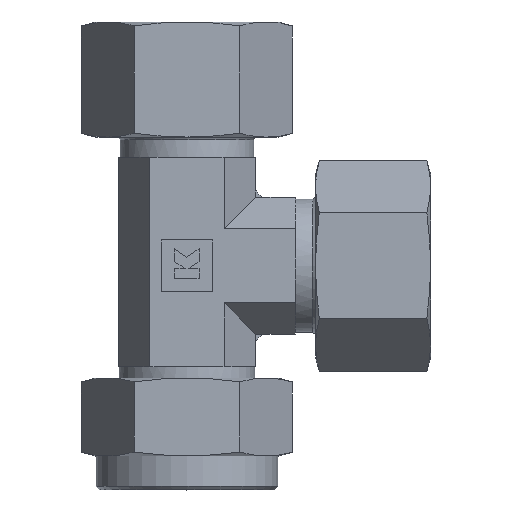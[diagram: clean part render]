
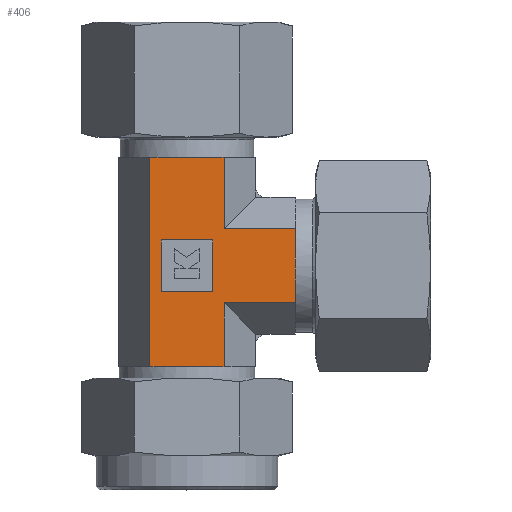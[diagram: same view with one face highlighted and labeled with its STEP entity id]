
A CAD part, top view. The second image highlights one B-rep face of the part: STEP entity #406.
In plain terms, the highlighted planar face has unit normal (0, 0, 1).
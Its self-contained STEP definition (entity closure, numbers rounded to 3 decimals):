
#406 = ADVANCED_FACE( '', ( #823, #824 ), #825, .T. );
#823 = FACE_BOUND( '', #1389, .T. );
#824 = FACE_OUTER_BOUND( '', #1390, .T. );
#825 = PLANE( '', #1391 );
#1389 = EDGE_LOOP( '', ( #2701, #2702, #2703, #2704 ) );
#1390 = EDGE_LOOP( '', ( #2705, #2706, #2707, #2708, #2709, #2710, #2711, #2712, #2713, #2714, #2715, #2716, #2717, #2718 ) );
#1391 = AXIS2_PLACEMENT_3D( '', #2719, #2720, #2721 );
#2701 = ORIENTED_EDGE( '', *, *, #3900, .T. );
#2702 = ORIENTED_EDGE( '', *, *, #3904, .T. );
#2703 = ORIENTED_EDGE( '', *, *, #3907, .T. );
#2704 = ORIENTED_EDGE( '', *, *, #3909, .T. );
#2705 = ORIENTED_EDGE( '', *, *, #4007, .T. );
#2706 = ORIENTED_EDGE( '', *, *, #4011, .T. );
#2707 = ORIENTED_EDGE( '', *, *, #4000, .F. );
#2708 = ORIENTED_EDGE( '', *, *, #4020, .T. );
#2709 = ORIENTED_EDGE( '', *, *, #4037, .F. );
#2710 = ORIENTED_EDGE( '', *, *, #4039, .T. );
#2711 = ORIENTED_EDGE( '', *, *, #4040, .T. );
#2712 = ORIENTED_EDGE( '', *, *, #4029, .F. );
#2713 = ORIENTED_EDGE( '', *, *, #4041, .T. );
#2714 = ORIENTED_EDGE( '', *, *, #4042, .F. );
#2715 = ORIENTED_EDGE( '', *, *, #4043, .T. );
#2716 = ORIENTED_EDGE( '', *, *, #4032, .F. );
#2717 = ORIENTED_EDGE( '', *, *, #4044, .T. );
#2718 = ORIENTED_EDGE( '', *, *, #4045, .T. );
#2719 = CARTESIAN_POINT( '', ( 0., -5.485, 9.5 ) );
#2720 = DIRECTION( '', ( 0., 0., 1. ) );
#2721 = DIRECTION( '', ( 0., -1., 0. ) );
#3900 = EDGE_CURVE( '', #4716, #4714, #4717, .T. );
#3904 = EDGE_CURVE( '', #4714, #4721, #4723, .T. );
#3907 = EDGE_CURVE( '', #4721, #4726, #4728, .T. );
#3909 = EDGE_CURVE( '', #4726, #4716, #4730, .T. );
#4000 = EDGE_CURVE( '', #4750, #4752, #4856, .T. );
#4007 = EDGE_CURVE( '', #4858, #4866, #4868, .T. );
#4011 = EDGE_CURVE( '', #4866, #4752, #4874, .T. );
#4020 = EDGE_CURVE( '', #4750, #4886, #4888, .T. );
#4029 = EDGE_CURVE( '', #4805, #4807, #4899, .T. );
#4032 = EDGE_CURVE( '', #4792, #4794, #4902, .T. );
#4037 = EDGE_CURVE( '', #4907, #4886, #4909, .T. );
#4039 = EDGE_CURVE( '', #4907, #4911, #4912, .T. );
#4040 = EDGE_CURVE( '', #4911, #4807, #4913, .T. );
#4041 = EDGE_CURVE( '', #4805, #4914, #4915, .T. );
#4042 = EDGE_CURVE( '', #4916, #4914, #4917, .T. );
#4043 = EDGE_CURVE( '', #4916, #4794, #4918, .T. );
#4044 = EDGE_CURVE( '', #4792, #4919, #4920, .T. );
#4045 = EDGE_CURVE( '', #4919, #4858, #4921, .T. );
#4714 = VERTEX_POINT( '', #5847 );
#4716 = VERTEX_POINT( '', #5850 );
#4717 = LINE( '', #5851, #5852 );
#4721 = VERTEX_POINT( '', #5858 );
#4723 = LINE( '', #5861, #5862 );
#4726 = VERTEX_POINT( '', #5866 );
#4728 = LINE( '', #5869, #5870 );
#4730 = LINE( '', #5873, #5874 );
#4750 = VERTEX_POINT( '', #5894 );
#4752 = VERTEX_POINT( '', #5896 );
#4792 = VERTEX_POINT( '', #5936 );
#4794 = VERTEX_POINT( '', #5938 );
#4805 = VERTEX_POINT( '', #5949 );
#4807 = VERTEX_POINT( '', #5951 );
#4856 = LINE( '', #6190, #6191 );
#4858 = VERTEX_POINT( '', #6194 );
#4866 = VERTEX_POINT( '', #6206 );
#4868 = LINE( '', #6209, #6210 );
#4874 = LINE( '', #6219, #6220 );
#4886 = VERTEX_POINT( '', #6239 );
#4888 = LINE( '', #6242, #6243 );
#4899 = LINE( '', #6262, #6263 );
#4902 = LINE( '', #6268, #6269 );
#4907 = VERTEX_POINT( '', #6277 );
#4909 = LINE( '', #6280, #6281 );
#4911 = VERTEX_POINT( '', #6284 );
#4912 = LINE( '', #6285, #6286 );
#4913 = LINE( '', #6287, #6288 );
#4914 = VERTEX_POINT( '', #6289 );
#4915 = LINE( '', #6290, #6291 );
#4916 = VERTEX_POINT( '', #6292 );
#4917 = LINE( '', #6293, #6294 );
#4918 = LINE( '', #6295, #6296 );
#4919 = VERTEX_POINT( '', #6297 );
#4920 = LINE( '', #6298, #6299 );
#4921 = LINE( '', #6300, #6301 );
#5847 = CARTESIAN_POINT( '', ( -3.8, 3.8, 9.5 ) );
#5850 = CARTESIAN_POINT( '', ( -3.8, -3.8, 9.5 ) );
#5851 = CARTESIAN_POINT( '', ( -3.8, -4.642, 9.5 ) );
#5852 = VECTOR( '', #7573, 1. );
#5858 = CARTESIAN_POINT( '', ( 3.8, 3.8, 9.5 ) );
#5861 = CARTESIAN_POINT( '', ( -1.9, 3.8, 9.5 ) );
#5862 = VECTOR( '', #7577, 1. );
#5866 = CARTESIAN_POINT( '', ( 3.8, -3.8, 9.5 ) );
#5869 = CARTESIAN_POINT( '', ( 3.8, -0.842, 9.5 ) );
#5870 = VECTOR( '', #7580, 1. );
#5873 = CARTESIAN_POINT( '', ( 1.9, -3.8, 9.5 ) );
#5874 = VECTOR( '', #7582, 1. );
#5894 = CARTESIAN_POINT( '', ( 16., 2.602, 9.5 ) );
#5896 = CARTESIAN_POINT( '', ( 16., -2.602, 9.5 ) );
#5936 = CARTESIAN_POINT( '', ( 3.122, -14.9, 9.5 ) );
#5938 = CARTESIAN_POINT( '', ( -3.122, -14.9, 9.5 ) );
#5949 = CARTESIAN_POINT( '', ( -2.602, 16., 9.5 ) );
#5951 = CARTESIAN_POINT( '', ( 2.602, 16., 9.5 ) );
#6190 = CARTESIAN_POINT( '', ( 16., 2.095, 9.5 ) );
#6191 = VECTOR( '', #7773, 1. );
#6194 = CARTESIAN_POINT( '', ( 5.485, -5.485, 9.5 ) );
#6206 = CARTESIAN_POINT( '', ( 16., -5.485, 9.5 ) );
#6209 = CARTESIAN_POINT( '', ( 0., -5.485, 9.5 ) );
#6210 = VECTOR( '', #7780, 1. );
#6219 = CARTESIAN_POINT( '', ( 16., 5.485, 9.5 ) );
#6220 = VECTOR( '', #7784, 1. );
#6239 = CARTESIAN_POINT( '', ( 16., 5.485, 9.5 ) );
#6242 = CARTESIAN_POINT( '', ( 16., 5.485, 9.5 ) );
#6243 = VECTOR( '', #7793, 1. );
#6262 = CARTESIAN_POINT( '', ( -2.095, 16., 9.5 ) );
#6263 = VECTOR( '', #7802, 1. );
#6268 = CARTESIAN_POINT( '', ( -2.133, -14.9, 9.5 ) );
#6269 = VECTOR( '', #7805, 1. );
#6277 = CARTESIAN_POINT( '', ( 5.485, 5.485, 9.5 ) );
#6280 = CARTESIAN_POINT( '', ( 0., 5.485, 9.5 ) );
#6281 = VECTOR( '', #7810, 1. );
#6284 = CARTESIAN_POINT( '', ( 5.485, 16., 9.5 ) );
#6285 = CARTESIAN_POINT( '', ( 5.485, -14.9, 9.5 ) );
#6286 = VECTOR( '', #7812, 1. );
#6287 = CARTESIAN_POINT( '', ( -5.485, 16., 9.5 ) );
#6288 = VECTOR( '', #7813, 1. );
#6289 = CARTESIAN_POINT( '', ( -5.485, 16., 9.5 ) );
#6290 = CARTESIAN_POINT( '', ( -5.485, 16., 9.5 ) );
#6291 = VECTOR( '', #7814, 1. );
#6292 = CARTESIAN_POINT( '', ( -5.485, -14.9, 9.5 ) );
#6293 = CARTESIAN_POINT( '', ( -5.485, -14.9, 9.5 ) );
#6294 = VECTOR( '', #7815, 1. );
#6295 = CARTESIAN_POINT( '', ( -5.485, -14.9, 9.5 ) );
#6296 = VECTOR( '', #7816, 1. );
#6297 = CARTESIAN_POINT( '', ( 5.485, -14.9, 9.5 ) );
#6298 = CARTESIAN_POINT( '', ( -5.485, -14.9, 9.5 ) );
#6299 = VECTOR( '', #7817, 1. );
#6300 = CARTESIAN_POINT( '', ( 5.485, -14.9, 9.5 ) );
#6301 = VECTOR( '', #7818, 1. );
#7573 = DIRECTION( '', ( 0., 1., 0. ) );
#7577 = DIRECTION( '', ( 1., 0., 0. ) );
#7580 = DIRECTION( '', ( 0., -1., 0. ) );
#7582 = DIRECTION( '', ( -1., 0., 0. ) );
#7773 = DIRECTION( '', ( 0., -1., 0. ) );
#7780 = DIRECTION( '', ( 1., 0., 0. ) );
#7784 = DIRECTION( '', ( 0., 1., 0. ) );
#7793 = DIRECTION( '', ( 0., 1., 0. ) );
#7802 = DIRECTION( '', ( 1., 0., 0. ) );
#7805 = DIRECTION( '', ( -1., 0., 0. ) );
#7810 = DIRECTION( '', ( 1., 0., 0. ) );
#7812 = DIRECTION( '', ( 0., 1., 0. ) );
#7813 = DIRECTION( '', ( -1., 0., 0. ) );
#7814 = DIRECTION( '', ( -1., 0., 0. ) );
#7815 = DIRECTION( '', ( 0., 1., 0. ) );
#7816 = DIRECTION( '', ( 1., 0., 0. ) );
#7817 = DIRECTION( '', ( 1., 0., 0. ) );
#7818 = DIRECTION( '', ( 0., 1., 0. ) );
